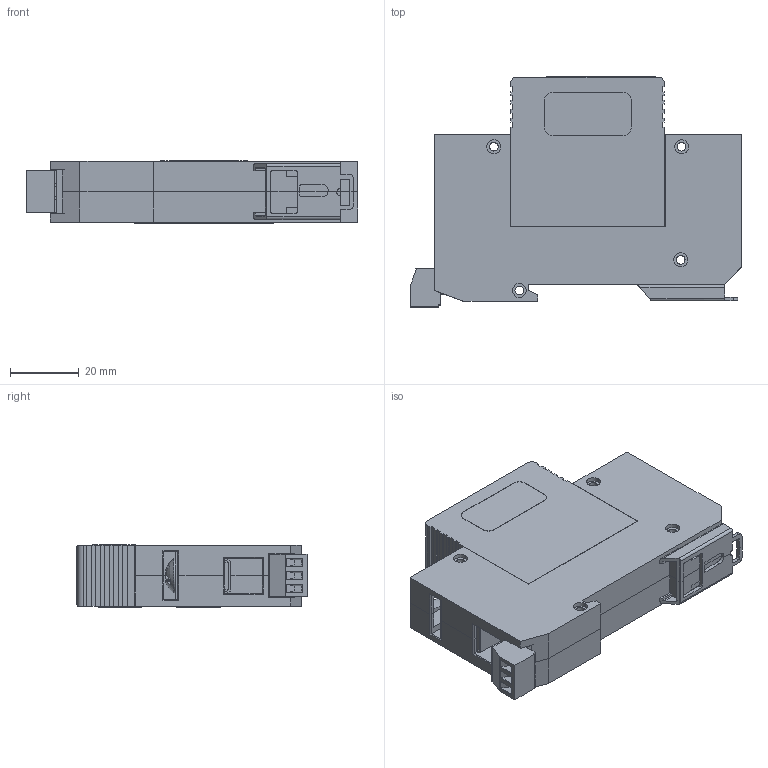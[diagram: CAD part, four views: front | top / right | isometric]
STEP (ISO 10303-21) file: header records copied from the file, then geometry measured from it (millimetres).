
FILE_DESCRIPTION (( 'STEP AP214' ), '1' );
FILE_NAME ('1104-15-020-E.STEP', '2019-01-09T17:24:58', ( '' ), ( '' ), 'SwSTEP 2.0', 'SolidWorks 2018', '' );
FILE_SCHEMA (( 'AUTOMOTIVE_DESIGN' ));
Length unit declared in the file: inch
Products named in the file (8): 1102-014-38_top; 1102-014-38_connector; 2003-4075_Blank; 2003-1052; 2003-4064; 1102-014-38; 1104-15-020-L; 1104-15-020-E
Assembly tree (7 placements, depth 2):
  1104-15-020-E
    1102-014-38
    1102-014-38_connector
    1102-014-38_top
    1104-15-020-L
    2003-1052
    2003-4064
    2003-4075_Blank
Bounding box: 96.89 x 67.16 x 18.16 mm (x, y, z)
Volume: 76112.7 mm3; surface area: 39337.6 mm2
Topology: 33 solids, 33 shells, 2298 faces, 6102 edges, 4048 vertices
Faces by surface type: plane 1610, bspline 539, cylinder 135, torus 6, cone 6, sphere 2
Entity records: 121694 total; most frequent: CARTESIAN_POINT 43914, ORIENTED_EDGE 12196, DIRECTION 8830, EDGE_CURVE 6098, LINE 4642, VECTOR 4642, VERTEX_POINT 4046, EDGE_LOOP 2516
